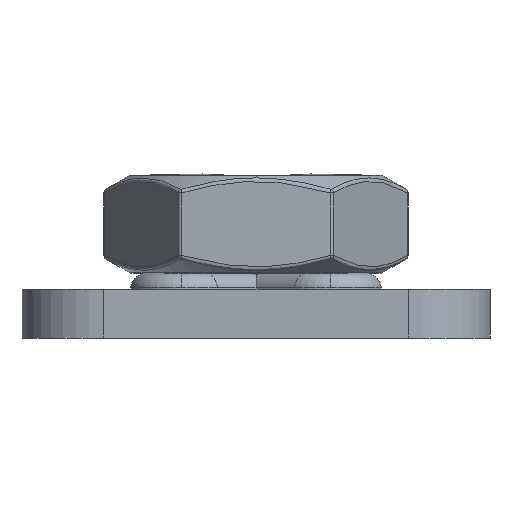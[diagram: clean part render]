
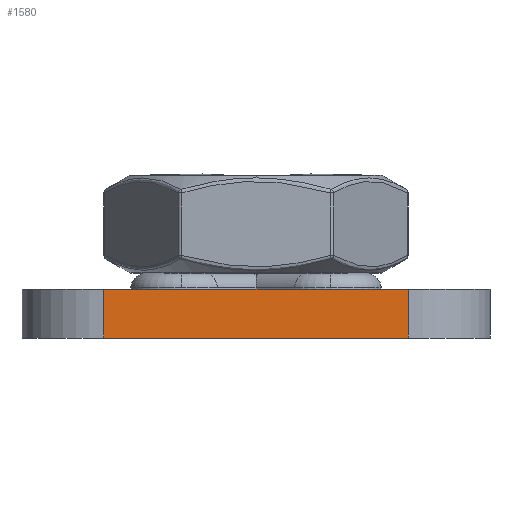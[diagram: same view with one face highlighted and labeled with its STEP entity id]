
A CAD part, left-side view. The second image highlights one B-rep face of the part: STEP entity #1580.
In plain terms, the highlighted planar face has unit normal (-1, 0, 0).
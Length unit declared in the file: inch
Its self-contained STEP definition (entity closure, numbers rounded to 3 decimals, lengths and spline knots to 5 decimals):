
#58 = DIRECTION ( 'NONE',  ( 0., 0., -1. ) ) ;
#132 = DIRECTION ( 'NONE',  ( 0., 0., 1. ) ) ;
#236 = ORIENTED_EDGE ( 'NONE', *, *, #900, .T. ) ;
#479 = CARTESIAN_POINT ( 'NONE',  ( -0.472, -0.14726, 0. ) ) ;
#492 = CARTESIAN_POINT ( 'NONE',  ( -0.472, 0.14726, -0.047 ) ) ;
#636 = CARTESIAN_POINT ( 'NONE',  ( -0.472, 0.226, 0. ) ) ;
#731 = VERTEX_POINT ( 'NONE', #3486 ) ;
#779 = AXIS2_PLACEMENT_3D ( 'NONE', #1672, #909, #1730 ) ;
#900 = EDGE_CURVE ( 'NONE', #3905, #1609, #921, .T. ) ;
#909 = DIRECTION ( 'NONE',  ( -1., 0., 0. ) ) ;
#921 = LINE ( 'NONE', #2537, #4926 ) ;
#935 = PLANE ( 'NONE',  #779 ) ;
#1008 = VECTOR ( 'NONE', #4009, 39.37008 ) ;
#1109 = EDGE_LOOP ( 'NONE', ( #4473, #5067, #3305, #236 ) ) ;
#1389 = VECTOR ( 'NONE', #58, 39.37008 ) ;
#1580 = ADVANCED_FACE ( 'NONE', ( #4550 ), #935, .T. ) ;
#1609 = VERTEX_POINT ( 'NONE', #479 ) ;
#1672 = CARTESIAN_POINT ( 'NONE',  ( -0.472, 0.226, -0.047 ) ) ;
#1730 = DIRECTION ( 'NONE',  ( 0., 0., 1. ) ) ;
#1750 = VERTEX_POINT ( 'NONE', #2152 ) ;
#2152 = CARTESIAN_POINT ( 'NONE',  ( -0.472, 0.14726, -0.047 ) ) ;
#2405 = LINE ( 'NONE', #4880, #1008 ) ;
#2440 = LINE ( 'NONE', #492, #1389 ) ;
#2537 = CARTESIAN_POINT ( 'NONE',  ( -0.472, -0.14726, -0.047 ) ) ;
#2547 = EDGE_CURVE ( 'NONE', #731, #1750, #2440, .T. ) ;
#2572 = LINE ( 'NONE', #636, #3615 ) ;
#2997 = EDGE_CURVE ( 'NONE', #1750, #3905, #2405, .T. ) ;
#3305 = ORIENTED_EDGE ( 'NONE', *, *, #2997, .T. ) ;
#3404 = CARTESIAN_POINT ( 'NONE',  ( -0.472, -0.14726, -0.047 ) ) ;
#3417 = EDGE_CURVE ( 'NONE', #731, #1609, #2572, .T. ) ;
#3486 = CARTESIAN_POINT ( 'NONE',  ( -0.472, 0.14726, 0. ) ) ;
#3615 = VECTOR ( 'NONE', #5004, 39.37008 ) ;
#3905 = VERTEX_POINT ( 'NONE', #3404 ) ;
#4009 = DIRECTION ( 'NONE',  ( 0., -1., 0. ) ) ;
#4473 = ORIENTED_EDGE ( 'NONE', *, *, #3417, .F. ) ;
#4550 = FACE_OUTER_BOUND ( 'NONE', #1109, .T. ) ;
#4880 = CARTESIAN_POINT ( 'NONE',  ( -0.472, 0.226, -0.047 ) ) ;
#4926 = VECTOR ( 'NONE', #132, 39.37008 ) ;
#5004 = DIRECTION ( 'NONE',  ( 0., -1., 0. ) ) ;
#5067 = ORIENTED_EDGE ( 'NONE', *, *, #2547, .T. ) ;
